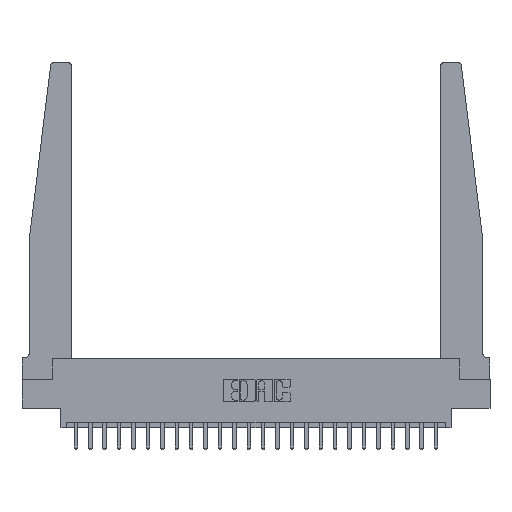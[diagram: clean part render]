
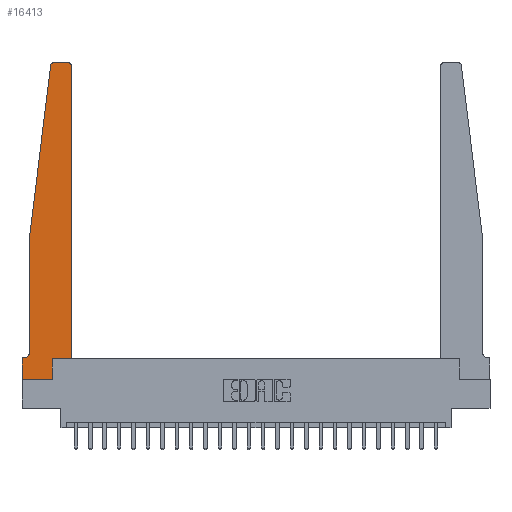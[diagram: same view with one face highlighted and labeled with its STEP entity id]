
A CAD part, top view. The second image highlights one B-rep face of the part: STEP entity #16413.
In plain terms, the highlighted planar face has unit normal (0, 0, 1).
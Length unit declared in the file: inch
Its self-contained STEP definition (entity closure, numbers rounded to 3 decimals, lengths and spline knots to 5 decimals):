
#62 = ORIENTED_EDGE ( 'NONE', *, *, #4968, .T. ) ;
#148 = CARTESIAN_POINT ( 'NONE',  ( 0.015, 0.1875, 0.37 ) ) ;
#341 = DIRECTION ( 'NONE',  ( 0., -1., 0. ) ) ;
#482 = DIRECTION ( 'NONE',  ( 0., 1., 0. ) ) ;
#978 = EDGE_CURVE ( 'NONE', #14103, #5077, #4817, .T. ) ;
#1144 = EDGE_LOOP ( 'NONE', ( #3612, #62, #21029, #4410, #16330, #5798, #12556, #10424, #10508, #4549, #13869, #19764 ) ) ;
#1278 = CARTESIAN_POINT ( 'NONE',  ( 0., 0., 0.37 ) ) ;
#1336 = CARTESIAN_POINT ( 'NONE',  ( 0., 0.1875, 0.37 ) ) ;
#1506 = DIRECTION ( 'NONE',  ( 1., 0., 0. ) ) ;
#1699 = CIRCLE ( 'NONE', #17940, 0.05 ) ;
#1816 = DIRECTION ( 'NONE',  ( 0., -1., 0. ) ) ;
#2316 = VECTOR ( 'NONE', #1816, 39.37008 ) ;
#2350 = LINE ( 'NONE', #9940, #6433 ) ;
#2641 = EDGE_CURVE ( 'NONE', #5077, #5346, #13956, .T. ) ;
#2853 = AXIS2_PLACEMENT_3D ( 'NONE', #18573, #4865, #1506 ) ;
#2888 = CARTESIAN_POINT ( 'NONE',  ( 0.2605, 0., 0.37 ) ) ;
#3033 = DIRECTION ( 'NONE',  ( 0., 0., 1. ) ) ;
#3612 = ORIENTED_EDGE ( 'NONE', *, *, #11192, .T. ) ;
#4232 = EDGE_CURVE ( 'NONE', #13217, #23885, #13367, .T. ) ;
#4242 = CARTESIAN_POINT ( 'NONE',  ( 0., 0., 0.37 ) ) ;
#4298 = CARTESIAN_POINT ( 'NONE',  ( 0.425, 2.72, 0.37 ) ) ;
#4410 = ORIENTED_EDGE ( 'NONE', *, *, #2641, .T. ) ;
#4504 = VERTEX_POINT ( 'NONE', #2888 ) ;
#4549 = ORIENTED_EDGE ( 'NONE', *, *, #4232, .T. ) ;
#4564 = AXIS2_PLACEMENT_3D ( 'NONE', #7025, #3033, #14853 ) ;
#4817 = LINE ( 'NONE', #24116, #5530 ) ;
#4865 = DIRECTION ( 'NONE',  ( 0., 0., 1. ) ) ;
#4866 = VERTEX_POINT ( 'NONE', #18273 ) ;
#4968 = EDGE_CURVE ( 'NONE', #12001, #14103, #20375, .T. ) ;
#5026 = VERTEX_POINT ( 'NONE', #1336 ) ;
#5077 = VERTEX_POINT ( 'NONE', #10919 ) ;
#5346 = VERTEX_POINT ( 'NONE', #19604 ) ;
#5530 = VECTOR ( 'NONE', #14535, 39.37008 ) ;
#5690 = CARTESIAN_POINT ( 'NONE',  ( 0.27653, 2.72, 0.37 ) ) ;
#5798 = ORIENTED_EDGE ( 'NONE', *, *, #22003, .T. ) ;
#6433 = VECTOR ( 'NONE', #482, 39.37008 ) ;
#6471 = AXIS2_PLACEMENT_3D ( 'NONE', #5690, #22351, #17027 ) ;
#6879 = DIRECTION ( 'NONE',  ( -1., 0., 0. ) ) ;
#7025 = CARTESIAN_POINT ( 'NONE',  ( 0.395, 2.72, 0.37 ) ) ;
#7242 = VECTOR ( 'NONE', #21069, 39.37008 ) ;
#7246 = DIRECTION ( 'NONE',  ( -1., 0., 0. ) ) ;
#7950 = DIRECTION ( 'NONE',  ( -1., 0., 0. ) ) ;
#8077 = CARTESIAN_POINT ( 'NONE',  ( 0.25, 2.75, 0.37 ) ) ;
#8123 = VECTOR ( 'NONE', #7246, 39.37008 ) ;
#8765 = LINE ( 'NONE', #1278, #20037 ) ;
#9940 = CARTESIAN_POINT ( 'NONE',  ( 0.2605, 0.18, 0.37 ) ) ;
#10100 = CARTESIAN_POINT ( 'NONE',  ( 0.065, 1.25, 0.37 ) ) ;
#10119 = CARTESIAN_POINT ( 'NONE',  ( 0.425, 0.18, 0.37 ) ) ;
#10424 = ORIENTED_EDGE ( 'NONE', *, *, #24130, .T. ) ;
#10508 = ORIENTED_EDGE ( 'NONE', *, *, #16803, .T. ) ;
#10662 = CARTESIAN_POINT ( 'NONE',  ( 0.2605, 0.18, 0.37 ) ) ;
#10919 = CARTESIAN_POINT ( 'NONE',  ( 0.065, 1.25, 0.37 ) ) ;
#11192 = EDGE_CURVE ( 'NONE', #4866, #12001, #20902, .T. ) ;
#11754 = DIRECTION ( 'NONE',  ( 0., 1., 0. ) ) ;
#12001 = VERTEX_POINT ( 'NONE', #20675 ) ;
#12187 = CARTESIAN_POINT ( 'NONE',  ( 0.24675, 2.72367, 0.37 ) ) ;
#12556 = ORIENTED_EDGE ( 'NONE', *, *, #19482, .T. ) ;
#12949 = PLANE ( 'NONE',  #2853 ) ;
#13200 = VECTOR ( 'NONE', #11754, 39.37008 ) ;
#13217 = VERTEX_POINT ( 'NONE', #10662 ) ;
#13367 = LINE ( 'NONE', #19200, #7242 ) ;
#13869 = ORIENTED_EDGE ( 'NONE', *, *, #16980, .T. ) ;
#13956 = LINE ( 'NONE', #10100, #2316 ) ;
#14103 = VERTEX_POINT ( 'NONE', #12187 ) ;
#14535 = DIRECTION ( 'NONE',  ( -0.122, -0.992, 0. ) ) ;
#14598 = FACE_OUTER_BOUND ( 'NONE', #1144, .T. ) ;
#14853 = DIRECTION ( 'NONE',  ( 1., 0., 0. ) ) ;
#15279 = LINE ( 'NONE', #21094, #13200 ) ;
#15315 = CIRCLE ( 'NONE', #4564, 0.03 ) ;
#15831 = VERTEX_POINT ( 'NONE', #4298 ) ;
#16330 = ORIENTED_EDGE ( 'NONE', *, *, #17843, .T. ) ;
#16413 = ADVANCED_FACE ( 'NONE', ( #14598 ), #12949, .T. ) ;
#16709 = DIRECTION ( 'NONE',  ( 0., 0., -1. ) ) ;
#16714 = LINE ( 'NONE', #24283, #8123 ) ;
#16803 = EDGE_CURVE ( 'NONE', #4504, #13217, #2350, .T. ) ;
#16980 = EDGE_CURVE ( 'NONE', #23885, #15831, #15279, .T. ) ;
#17027 = DIRECTION ( 'NONE',  ( 1., 0., 0. ) ) ;
#17843 = EDGE_CURVE ( 'NONE', #5346, #24190, #1699, .T. ) ;
#17940 = AXIS2_PLACEMENT_3D ( 'NONE', #20052, #16709, #6879 ) ;
#18273 = CARTESIAN_POINT ( 'NONE',  ( 0.395, 2.75, 0.37 ) ) ;
#18573 = CARTESIAN_POINT ( 'NONE',  ( 0., 0.1875, 0.37 ) ) ;
#19200 = CARTESIAN_POINT ( 'NONE',  ( 0.425, 0.18, 0.37 ) ) ;
#19482 = EDGE_CURVE ( 'NONE', #5026, #20921, #22877, .T. ) ;
#19604 = CARTESIAN_POINT ( 'NONE',  ( 0.065, 0.2375, 0.37 ) ) ;
#19764 = ORIENTED_EDGE ( 'NONE', *, *, #24061, .T. ) ;
#20037 = VECTOR ( 'NONE', #24293, 39.37008 ) ;
#20052 = CARTESIAN_POINT ( 'NONE',  ( 0.015, 0.2375, 0.37 ) ) ;
#20375 = CIRCLE ( 'NONE', #6471, 0.03 ) ;
#20675 = CARTESIAN_POINT ( 'NONE',  ( 0.27653, 2.75, 0.37 ) ) ;
#20902 = LINE ( 'NONE', #8077, #21259 ) ;
#20921 = VERTEX_POINT ( 'NONE', #4242 ) ;
#21029 = ORIENTED_EDGE ( 'NONE', *, *, #978, .T. ) ;
#21069 = DIRECTION ( 'NONE',  ( 1., 0., 0. ) ) ;
#21094 = CARTESIAN_POINT ( 'NONE',  ( 0.425, 0.18, 0.37 ) ) ;
#21126 = CARTESIAN_POINT ( 'NONE',  ( 0., 0., 0.37 ) ) ;
#21259 = VECTOR ( 'NONE', #7950, 39.37008 ) ;
#21272 = VECTOR ( 'NONE', #341, 39.37008 ) ;
#22003 = EDGE_CURVE ( 'NONE', #24190, #5026, #16714, .T. ) ;
#22351 = DIRECTION ( 'NONE',  ( 0., 0., 1. ) ) ;
#22877 = LINE ( 'NONE', #21126, #21272 ) ;
#23885 = VERTEX_POINT ( 'NONE', #10119 ) ;
#24061 = EDGE_CURVE ( 'NONE', #15831, #4866, #15315, .T. ) ;
#24116 = CARTESIAN_POINT ( 'NONE',  ( 0.065, 1.25, 0.37 ) ) ;
#24130 = EDGE_CURVE ( 'NONE', #20921, #4504, #8765, .T. ) ;
#24190 = VERTEX_POINT ( 'NONE', #148 ) ;
#24283 = CARTESIAN_POINT ( 'NONE',  ( 0.065, 0.1875, 0.37 ) ) ;
#24293 = DIRECTION ( 'NONE',  ( 1., 0., 0. ) ) ;
